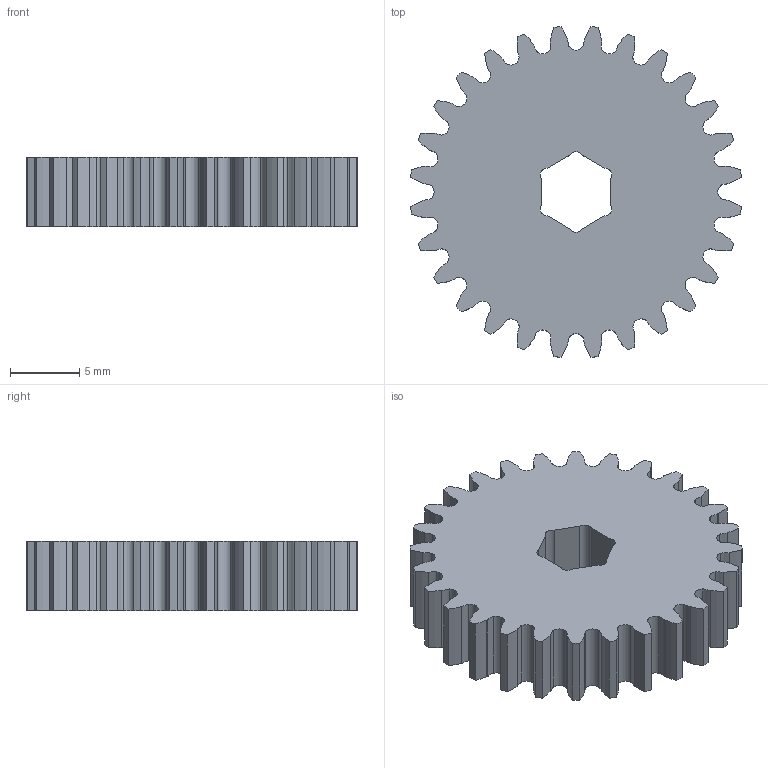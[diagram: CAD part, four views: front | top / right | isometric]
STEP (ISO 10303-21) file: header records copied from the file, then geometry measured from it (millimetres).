
FILE_DESCRIPTION (( 'STEP AP203' ), '1' );
FILE_NAME ('0.8 M 28 Tooth.STEP', '2018-06-07T22:19:59', ( '' ), ( '' ), 'SwSTEP 2.0', 'SolidWorks 2017', '' );
FILE_SCHEMA (( 'CONFIG_CONTROL_DESIGN' ));
Length unit declared in the file: millimetre
Products named in the file (1): 0.8 M 28 Tooth
Bounding box: 23.8 x 23.8 x 5 mm (x, y, z)
Volume: 1805.3 mm3; surface area: 1486.6 mm2
Topology: 1 solids, 1 shells, 253 faces, 753 edges, 502 vertices
Faces by surface type: bspline 112, cylinder 74, plane 67
Entity records: 11577 total; most frequent: CARTESIAN_POINT 5334, ORIENTED_EDGE 1506, DIRECTION 961, EDGE_CURVE 753, VERTEX_POINT 502, VECTOR 381, LINE 381, AXIS2_PLACEMENT_3D 290
